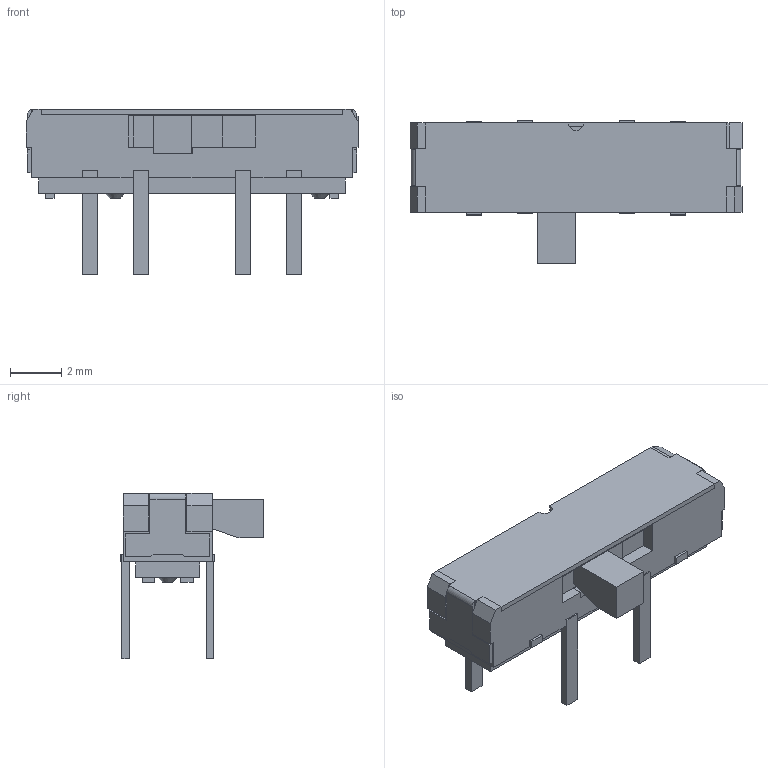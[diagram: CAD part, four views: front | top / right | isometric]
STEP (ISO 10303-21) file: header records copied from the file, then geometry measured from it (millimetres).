
FILE_DESCRIPTION(/* description */ (''),/* implementation_level */ '2;1');
FILE_NAME(/* name */ 'K3-1346E-F1_SSSS212200.step',/* time_stamp */ '2023-10-22T16:03:11+08:00',/* author */ (''),/* organization */ (''),/* preprocessor_version */ 'ST-DEVELOPER v19.2',/* originating_system */ 'Autodesk Translation Framework v12.6.0.85',/* authorisation */ '');
FILE_SCHEMA (('AUTOMOTIVE_DESIGN { 1 0 10303 214 3 1 1 }'));
Length unit declared in the file: millimetre
Products named in the file (5): 3D_PCB1_2023-10-22; COMPOUND; SW1; SW-TH_SSSS212200; COMPOUND (1)
Assembly tree (4 placements, depth 4):
  3D_PCB1_2023-10-22
    COMPOUND
    SW1
      SW-TH_SSSS212200
        COMPOUND (1)
Bounding box: 13 x 5.6 x 6.5 mm (x, y, z)
Volume: 141.7 mm3; surface area: 433.7 mm2
Topology: 22 solids, 22 shells, 331 faces, 815 edges, 538 vertices
Faces by surface type: plane 308, bspline 14, cylinder 7, cone 2
Entity records: 10548 total; most frequent: CARTESIAN_POINT 2491, ORIENTED_EDGE 1630, DIRECTION 1457, EDGE_CURVE 815, LINE 769, VECTOR 769, VERTEX_POINT 538, EDGE_LOOP 349
